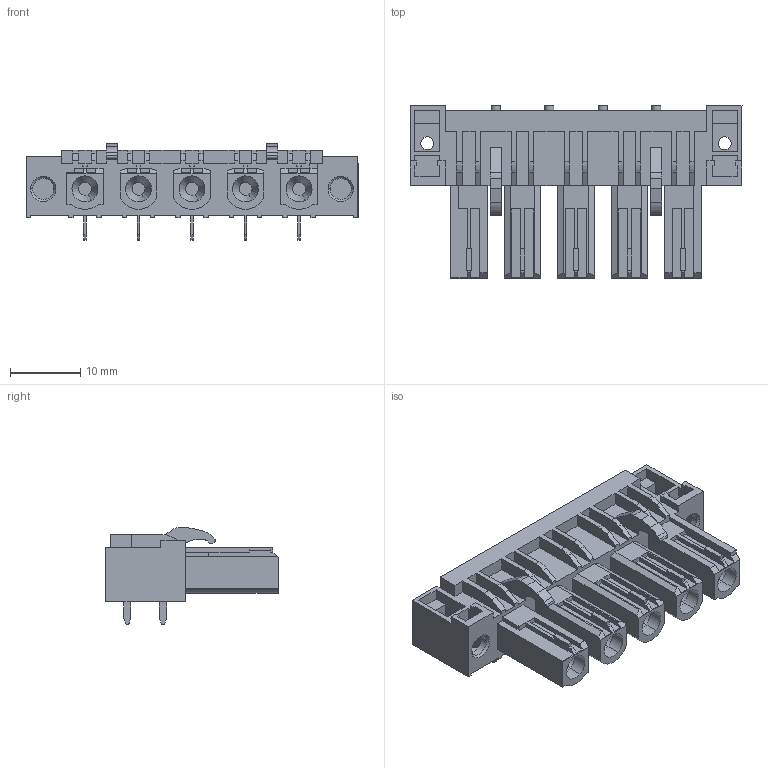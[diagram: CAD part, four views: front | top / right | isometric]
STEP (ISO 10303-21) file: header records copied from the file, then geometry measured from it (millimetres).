
FILE_DESCRIPTION(('CATIA V5 STEP Exchange','CAx-IF Rec.Pracs.--- Model Styling and Organization---1.2---2011-12-15'),'2;1');
FILE_NAME ('D1447586_0_1043300000_1043300000.stp','2018-09-17T17:29:53+00:00',('none'),('Weidmueller'),'CATIA Version 5-6 Release 2014','CATIA V5 STEP AP214','none');
FILE_SCHEMA(('AUTOMOTIVE_DESIGN { 1 0 10303 214 1 1 1 1 }'));
Length unit declared in the file: millimetre
Products named in the file (1): 1043300000
Bounding box: 47.28 x 24.54 x 13.74 mm (x, y, z)
Volume: 5483.6 mm3; surface area: 4662.4 mm2
Topology: 11 solids, 11 shells, 482 faces, 1317 edges, 876 vertices
Faces by surface type: plane 381, cylinder 83, cone 18
Entity records: 13916 total; most frequent: ORIENTED_EDGE 2634, CARTESIAN_POINT 2468, DIRECTION 1865, EDGE_CURVE 1317, VECTOR 1133, LINE 1133, VERTEX_POINT 876, EDGE_LOOP 513
